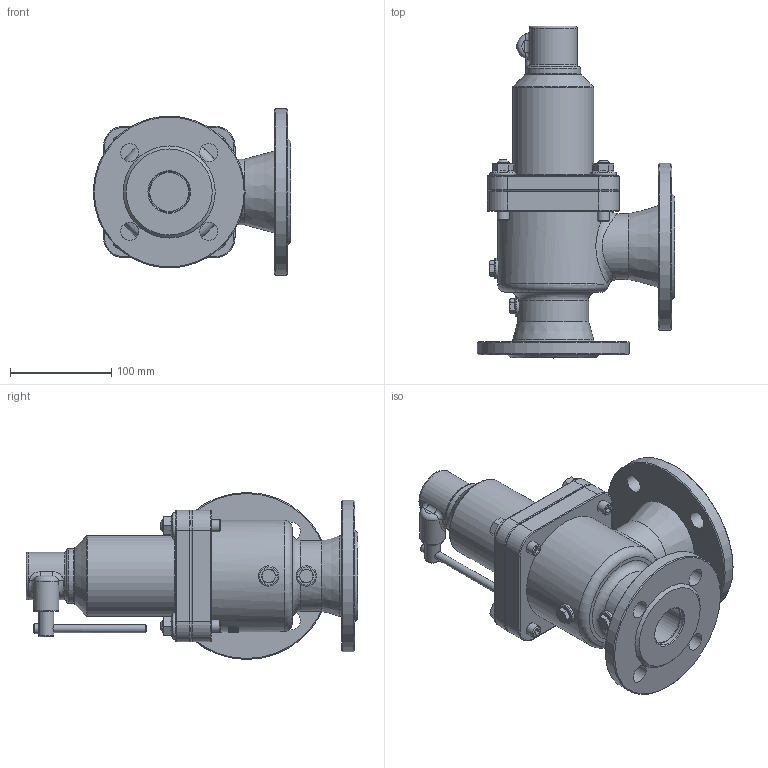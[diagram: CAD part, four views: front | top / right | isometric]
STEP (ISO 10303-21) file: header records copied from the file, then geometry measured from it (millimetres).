
FILE_DESCRIPTION(/* description */ (''),/* implementation_level */ '2;1');
FILE_NAME(/* name */ 'DN40_3D_STEP.stp',/* time_stamp */ '2024-03-15T00:50:21+03:00',/* author */ ('igorr'),/* organization */ (''),/* preprocessor_version */ 'ST-DEVELOPER v19.2',/* originating_system */ 'Autodesk Inventor 2023',/* authorisation */ '');
FILE_SCHEMA (('AUTOMOTIVE_DESIGN { 1 0 10303 214 3 1 1 }'));
Length unit declared in the file: millimetre
Products named in the file (7): Сборка; Деталь1; Деталь2; Деталь3; AS 1110 - M8 x 12; AS 1421 - M12 x 60 засверленный 
конец; DIN 6923 - M12
Assembly tree (13 placements, depth 2):
  Сборка
    Деталь1
    Деталь2
    Деталь3
    AS 1110 - M8 x 12  x2
    AS 1421 - M12 x 60 засверленный 
конец  x4
    DIN 6923 - M12  x4
Bounding box: 195 x 328 x 165 mm (x, y, z)
Volume: 2299691.5 mm3; surface area: 344093.9 mm2
Topology: 13 solids, 13 shells, 441 faces, 1021 edges, 643 vertices
Faces by surface type: plane 198, cylinder 99, cone 80, torus 36, bspline 28
Full cylindrical faces by diameter (mm): 8 x4, 10 x4, 10.106 x4, 12 x12, 13 x2, 15 x1, 18 x8, 20 x3, 25 x1, 38.543 x1, 40 x3, 47.156 x1, 50 x3, 52.049 x1, 54.077 x1, 59.492 x1, 60 x2, 65 x1, 65.492 x1, 66 x1, 70 x1, 80 x1, 89.992 x1, 112 x1, 150 x1, 165 x1
Entity records: 11049 total; most frequent: CARTESIAN_POINT 3489, DIRECTION 1506, ORIENTED_EDGE 1408, EDGE_CURVE 704, AXIS2_PLACEMENT_3D 623, VERTEX_POINT 451, EDGE_LOOP 385, CIRCLE 317
